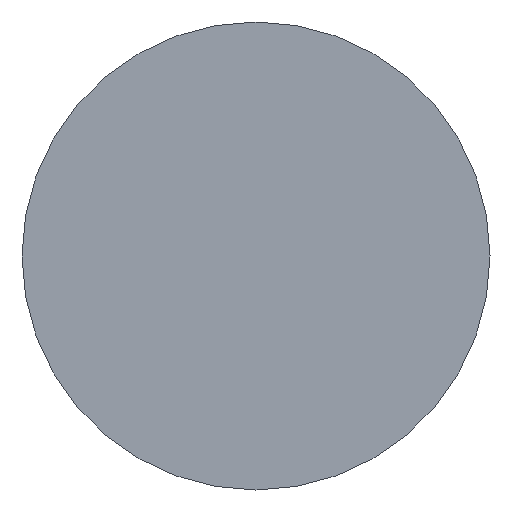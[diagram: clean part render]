
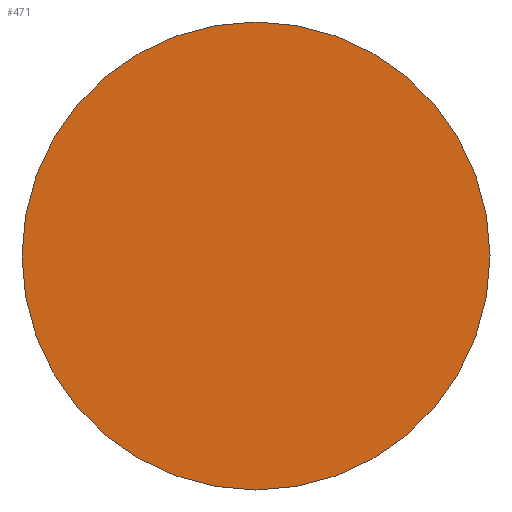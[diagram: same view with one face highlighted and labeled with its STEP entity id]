
A CAD part, front view. The second image highlights one B-rep face of the part: STEP entity #471.
In plain terms, the highlighted planar face has unit normal (0, -1, 0).
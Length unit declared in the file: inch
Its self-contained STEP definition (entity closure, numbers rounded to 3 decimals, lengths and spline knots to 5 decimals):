
#50=CIRCLE('',#526,1.);
#72=PLANE('',#527);
#96=FACE_OUTER_BOUND('',#137,.T.);
#137=EDGE_LOOP('',(#377));
#236=VERTEX_POINT('',#775);
#287=EDGE_CURVE('',#236,#236,#50,.T.);
#377=ORIENTED_EDGE('',*,*,#287,.T.);
#471=ADVANCED_FACE('',(#96),#72,.T.);
#526=AXIS2_PLACEMENT_3D('',#776,#645,#646);
#527=AXIS2_PLACEMENT_3D('',#777,#647,#648);
#645=DIRECTION('center_axis',(0.,-1.,0.));
#646=DIRECTION('ref_axis',(1.,0.,0.));
#647=DIRECTION('center_axis',(0.,-1.,0.));
#648=DIRECTION('ref_axis',(1.,0.,0.));
#775=CARTESIAN_POINT('',(1.,0.,0.));
#776=CARTESIAN_POINT('Origin',(0.,0.,0.));
#777=CARTESIAN_POINT('Origin',(0.9,0.,0.));
